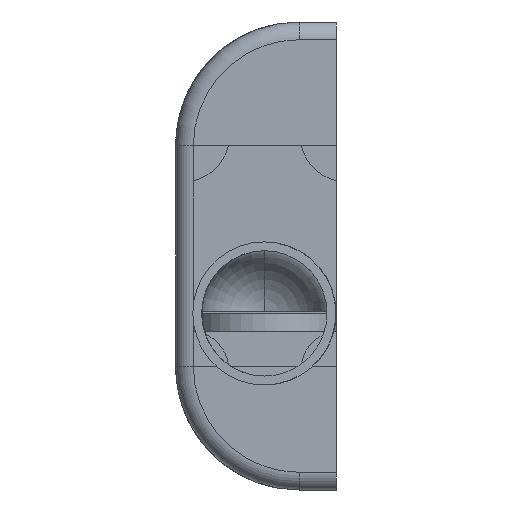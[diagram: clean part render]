
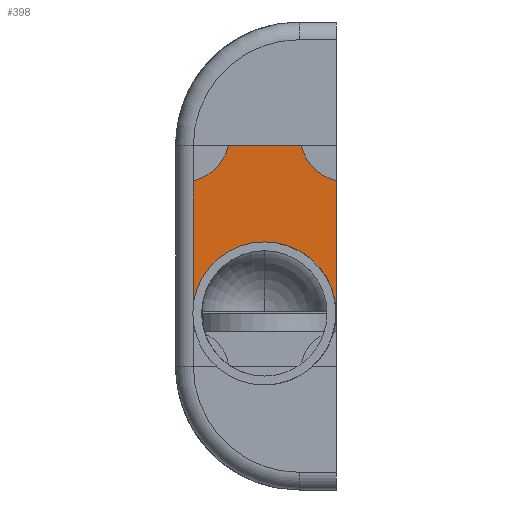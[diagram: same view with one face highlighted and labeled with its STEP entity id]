
A CAD part, left-side view. The second image highlights one B-rep face of the part: STEP entity #398.
In plain terms, the highlighted planar face has unit normal (-1, 0, 0).
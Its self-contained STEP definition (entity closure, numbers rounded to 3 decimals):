
#35 = DIRECTION ( 'NONE',  ( 0., 0., 1. ) ) ;
#383 = LINE ( 'NONE', #1860, #5674 ) ;
#398 = ADVANCED_FACE ( 'NONE', ( #3206 ), #2697, .T. ) ;
#455 = LINE ( 'NONE', #1808, #5738 ) ;
#612 = CARTESIAN_POINT ( 'NONE',  ( -61.601, 0., 0. ) ) ;
#645 = CARTESIAN_POINT ( 'NONE',  ( -61.601, 81., -137.63 ) ) ;
#719 = CARTESIAN_POINT ( 'NONE',  ( -61.601, -7.133, -35.497 ) ) ;
#1181 = DIRECTION ( 'NONE',  ( 0., 1., 0. ) ) ;
#1229 = DIRECTION ( 'NONE',  ( 0., 0., 1. ) ) ;
#1233 = ORIENTED_EDGE ( 'NONE', *, *, #3321, .T. ) ;
#1331 = AXIS2_PLACEMENT_3D ( 'NONE', #719, #4302, #1229 ) ;
#1409 = VERTEX_POINT ( 'NONE', #6660 ) ;
#1447 = EDGE_CURVE ( 'NONE', #1896, #1409, #1997, .T. ) ;
#1808 = CARTESIAN_POINT ( 'NONE',  ( -61.601, 81., -42.63 ) ) ;
#1860 = CARTESIAN_POINT ( 'NONE',  ( -61.601, 81., -167.63 ) ) ;
#1896 = VERTEX_POINT ( 'NONE', #5475 ) ;
#1997 = LINE ( 'NONE', #645, #4703 ) ;
#2150 = ORIENTED_EDGE ( 'NONE', *, *, #3740, .F. ) ;
#2337 = DIRECTION ( 'NONE',  ( 0., 1., 0. ) ) ;
#2381 = DIRECTION ( 'NONE',  ( 0., 0., -1. ) ) ;
#2424 = EDGE_LOOP ( 'NONE', ( #3077, #1233, #2150, #3083, #6583, #5749 ) ) ;
#2466 = AXIS2_PLACEMENT_3D ( 'NONE', #6181, #3143, #35 ) ;
#2697 = PLANE ( 'NONE',  #4653 ) ;
#2828 = CIRCLE ( 'NONE', #1331, 28.055 ) ;
#2924 = VERTEX_POINT ( 'NONE', #5204 ) ;
#3077 = ORIENTED_EDGE ( 'NONE', *, *, #1447, .F. ) ;
#3083 = ORIENTED_EDGE ( 'NONE', *, *, #4603, .T. ) ;
#3143 = DIRECTION ( 'NONE',  ( -1., 0., 0. ) ) ;
#3199 = DIRECTION ( 'NONE',  ( 0., 0., 1. ) ) ;
#3206 = FACE_OUTER_BOUND ( 'NONE', #2424, .T. ) ;
#3321 = EDGE_CURVE ( 'NONE', #1896, #3922, #5604, .T. ) ;
#3566 = VERTEX_POINT ( 'NONE', #4349 ) ;
#3650 = EDGE_CURVE ( 'NONE', #3722, #1409, #383, .T. ) ;
#3722 = VERTEX_POINT ( 'NONE', #4273 ) ;
#3740 = EDGE_CURVE ( 'NONE', #2924, #3922, #2828, .T. ) ;
#3910 = CIRCLE ( 'NONE', #2466, 27.984 ) ;
#3922 = VERTEX_POINT ( 'NONE', #6569 ) ;
#4091 = VECTOR ( 'NONE', #5035, 1000. ) ;
#4273 = CARTESIAN_POINT ( 'NONE',  ( -61.601, 81., -62.63 ) ) ;
#4302 = DIRECTION ( 'NONE',  ( -1., 0., 0. ) ) ;
#4349 = CARTESIAN_POINT ( 'NONE',  ( -61.601, 61., -42.63 ) ) ;
#4603 = EDGE_CURVE ( 'NONE', #2924, #3566, #455, .T. ) ;
#4653 = AXIS2_PLACEMENT_3D ( 'NONE', #612, #6235, #3199 ) ;
#4703 = VECTOR ( 'NONE', #1181, 1000. ) ;
#4840 = EDGE_CURVE ( 'NONE', #3722, #3566, #3910, .T. ) ;
#5035 = DIRECTION ( 'NONE',  ( 0., 0., 1. ) ) ;
#5204 = CARTESIAN_POINT ( 'NONE',  ( -61.601, 20., -42.63 ) ) ;
#5475 = CARTESIAN_POINT ( 'NONE',  ( -61.601, 0., -137.63 ) ) ;
#5604 = LINE ( 'NONE', #6549, #4091 ) ;
#5674 = VECTOR ( 'NONE', #2381, 1000. ) ;
#5738 = VECTOR ( 'NONE', #2337, 1000. ) ;
#5749 = ORIENTED_EDGE ( 'NONE', *, *, #3650, .T. ) ;
#6181 = CARTESIAN_POINT ( 'NONE',  ( -61.601, 88.075, -35.555 ) ) ;
#6235 = DIRECTION ( 'NONE',  ( -1., 0., 0. ) ) ;
#6549 = CARTESIAN_POINT ( 'NONE',  ( -61.601, 0., -167.63 ) ) ;
#6569 = CARTESIAN_POINT ( 'NONE',  ( -61.601, 0., -62.63 ) ) ;
#6583 = ORIENTED_EDGE ( 'NONE', *, *, #4840, .F. ) ;
#6660 = CARTESIAN_POINT ( 'NONE',  ( -61.601, 81., -137.63 ) ) ;
